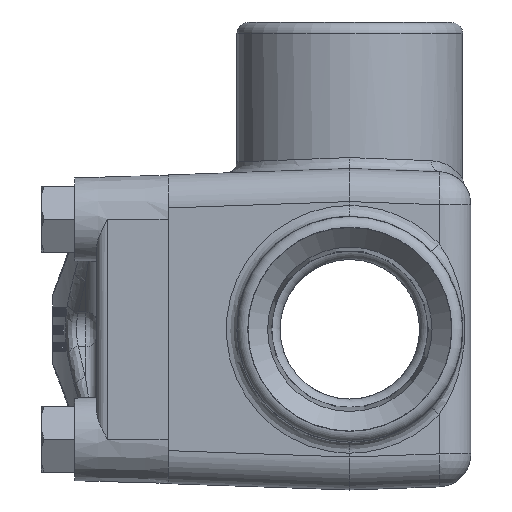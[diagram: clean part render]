
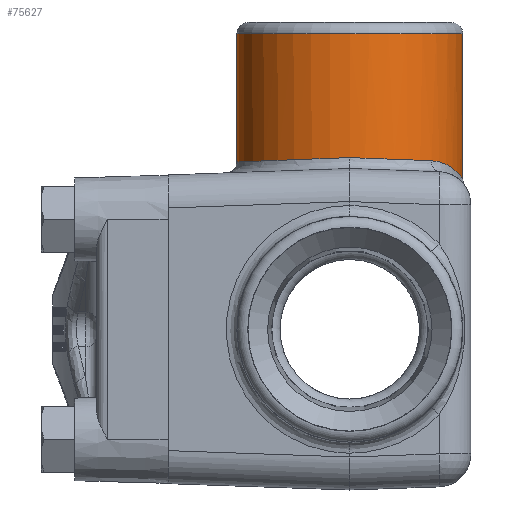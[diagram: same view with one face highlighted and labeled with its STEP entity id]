
A CAD part, left-side view. The second image highlights one B-rep face of the part: STEP entity #75627.
In plain terms, the highlighted cylindrical face has radius 16.272 mm (diameter 32.544 mm), a full revolution.
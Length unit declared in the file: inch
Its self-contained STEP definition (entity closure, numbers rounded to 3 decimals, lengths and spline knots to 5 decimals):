
#1898=B_SPLINE_CURVE_WITH_KNOTS('',3,(#103308,#103309,#103310,#103311,#103312,
#103313,#103314,#103315,#103316,#103317,#103318),.UNSPECIFIED.,.F.,.F.,
(4,1,1,1,1,1,1,1,4),(0.,0.39736,0.79471,1.19207,
1.39075,1.58943,1.98678,2.38414,2.7815),
 .UNSPECIFIED.);
#6045=ELLIPSE('',#80128,0.6411,0.64063);
#6046=ELLIPSE('',#80129,0.6411,0.64063);
#6047=ELLIPSE('',#80130,0.6411,0.64063);
#8458=CYLINDRICAL_SURFACE('',#80127,0.64063);
#8797=FACE_OUTER_BOUND('',#13155,.T.);
#13155=EDGE_LOOP('',(#52955,#52956,#52957,#52958,#52959,#52960,#52961,#52962));
#18002=LINE('',#103320,#24838);
#24838=VECTOR('',#84838,0.64063);
#31508=CIRCLE('',#80122,0.64063);
#31512=CIRCLE('',#80126,0.64063);
#33356=VERTEX_POINT('',#103292);
#33357=VERTEX_POINT('',#103293);
#33360=VERTEX_POINT('',#103302);
#33361=VERTEX_POINT('',#103303);
#33362=VERTEX_POINT('',#103305);
#33363=VERTEX_POINT('',#103307);
#41143=EDGE_CURVE('',#33356,#33357,#31508,.T.);
#41147=EDGE_CURVE('',#33357,#33356,#31512,.T.);
#41148=EDGE_CURVE('',#33360,#33361,#6045,.T.);
#41149=EDGE_CURVE('',#33362,#33360,#6046,.T.);
#41150=EDGE_CURVE('',#33363,#33362,#1898,.T.);
#41151=EDGE_CURVE('',#33361,#33363,#6047,.T.);
#41152=EDGE_CURVE('',#33361,#33357,#18002,.T.);
#52955=ORIENTED_EDGE('',*,*,#41148,.F.);
#52956=ORIENTED_EDGE('',*,*,#41149,.F.);
#52957=ORIENTED_EDGE('',*,*,#41150,.F.);
#52958=ORIENTED_EDGE('',*,*,#41151,.F.);
#52959=ORIENTED_EDGE('',*,*,#41152,.T.);
#52960=ORIENTED_EDGE('',*,*,#41143,.F.);
#52961=ORIENTED_EDGE('',*,*,#41147,.F.);
#52962=ORIENTED_EDGE('',*,*,#41152,.F.);
#75627=ADVANCED_FACE('',(#8797),#8458,.T.);
#80122=AXIS2_PLACEMENT_3D('',#103294,#84820,#84821);
#80126=AXIS2_PLACEMENT_3D('',#103300,#84828,#84829);
#80127=AXIS2_PLACEMENT_3D('',#103301,#84830,#84831);
#80128=AXIS2_PLACEMENT_3D('',#103304,#84832,#84833);
#80129=AXIS2_PLACEMENT_3D('',#103306,#84834,#84835);
#80130=AXIS2_PLACEMENT_3D('',#103319,#84836,#84837);
#84820=DIRECTION('center_axis',(0.,0.,1.));
#84821=DIRECTION('ref_axis',(1.,0.,0.));
#84828=DIRECTION('center_axis',(0.,0.,1.));
#84829=DIRECTION('ref_axis',(1.,0.,0.));
#84830=DIRECTION('center_axis',(0.,0.,-1.));
#84831=DIRECTION('ref_axis',(-1.,0.,0.));
#84832=DIRECTION('center_axis',(0.,-0.038,
-0.999));
#84833=DIRECTION('ref_axis',(0.,0.999,-0.038));
#84834=DIRECTION('center_axis',(0.,0.038,
-0.999));
#84835=DIRECTION('ref_axis',(0.,-0.999,-0.038));
#84836=DIRECTION('center_axis',(0.,0.038,
-0.999));
#84837=DIRECTION('ref_axis',(0.,-0.999,-0.038));
#84838=DIRECTION('',(0.,0.,1.));
#103292=CARTESIAN_POINT('',(-1.57813,0.,1.67877));
#103293=CARTESIAN_POINT('',(-0.29688,0.,1.67877));
#103294=CARTESIAN_POINT('Origin',(-0.9375,0.,1.67877));
#103300=CARTESIAN_POINT('Origin',(-0.9375,0.,1.67877));
#103301=CARTESIAN_POINT('Origin',(-0.9375,0.,1.74415));
#103302=CARTESIAN_POINT('',(-1.57813,0.,0.97464));
#103303=CARTESIAN_POINT('',(-0.29688,0.,0.97464));
#103304=CARTESIAN_POINT('Origin',(-0.9375,0.,0.97464));
#103305=CARTESIAN_POINT('',(-1.37973,-0.4635,0.95688));
#103306=CARTESIAN_POINT('Origin',(-0.9375,0.,0.97464));
#103307=CARTESIAN_POINT('',(-0.49527,-0.4635,0.95688));
#103308=CARTESIAN_POINT('Ctrl Pts',(-0.49527,-0.4635,
0.95688));
#103309=CARTESIAN_POINT('Ctrl Pts',(-0.52964,-0.49629,
0.95562));
#103310=CARTESIAN_POINT('Ctrl Pts',(-0.6052,-0.55352,
0.93819));
#103311=CARTESIAN_POINT('Ctrl Pts',(-0.72981,-0.61112,
0.89359));
#103312=CARTESIAN_POINT('Ctrl Pts',(-0.8424,-0.63658,
0.85922));
#103313=CARTESIAN_POINT('Ctrl Pts',(-0.93746,-0.64197,
0.85062));
#103314=CARTESIAN_POINT('Ctrl Pts',(-1.03249,-0.63661,
0.85914));
#103315=CARTESIAN_POINT('Ctrl Pts',(-1.14524,-0.61108,
0.89368));
#103316=CARTESIAN_POINT('Ctrl Pts',(-1.26981,-0.55353,
0.93816));
#103317=CARTESIAN_POINT('Ctrl Pts',(-1.34536,-0.49629,
0.95562));
#103318=CARTESIAN_POINT('Ctrl Pts',(-1.37973,-0.4635,
0.95688));
#103319=CARTESIAN_POINT('Origin',(-0.9375,0.,0.97464));
#103320=CARTESIAN_POINT('',(-0.29688,0.,1.74415));
